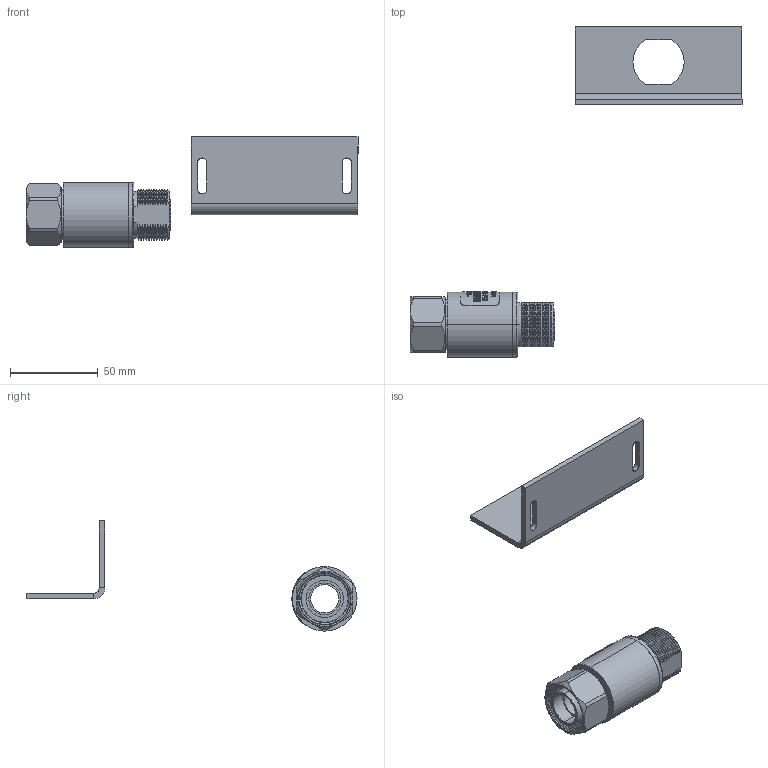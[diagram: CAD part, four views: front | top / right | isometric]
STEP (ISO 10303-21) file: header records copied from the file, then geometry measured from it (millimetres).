
FILE_DESCRIPTION (( 'STEP AP214' ), '1' );
FILE_NAME ('TSX-DFM-P2-BF.STEP', '2019-07-30T19:46:04', ( '' ), ( '' ), 'SwSTEP 2.0', 'SolidWorks 2019', '' );
FILE_SCHEMA (( 'AUTOMOTIVE_DESIGN' ));
Length unit declared in the file: inch
Products named in the file (13): 5800-0269; 5800-0268; 2003-3066; 5800-0267; 1502-0716; 5420-0149; TSX-DFM-P2-BF
Assembly tree (6 placements, depth 2):
  2003-3066
  5800-0269
  1502-0716
  5800-0267
  5800-0268
Bounding box: 189.38 x 188.27 x 62.87 mm (x, y, z)
Volume: 68888.4 mm3; surface area: 45935.2 mm2
Topology: 6 solids, 6 shells, 2883 faces, 7755 edges, 5131 vertices
Faces by surface type: bspline 1463, plane 875, cylinder 407, cone 120, torus 18
Entity records: 195941 total; most frequent: CARTESIAN_POINT 104106, ORIENTED_EDGE 15510, EDGE_CURVE 7755, DIRECTION 7228, VERTEX_POINT 5131, B_SPLINE_CURVE_WITH_KNOTS 4716, EDGE_LOOP 3144, FACE_OUTER_BOUND 2883
